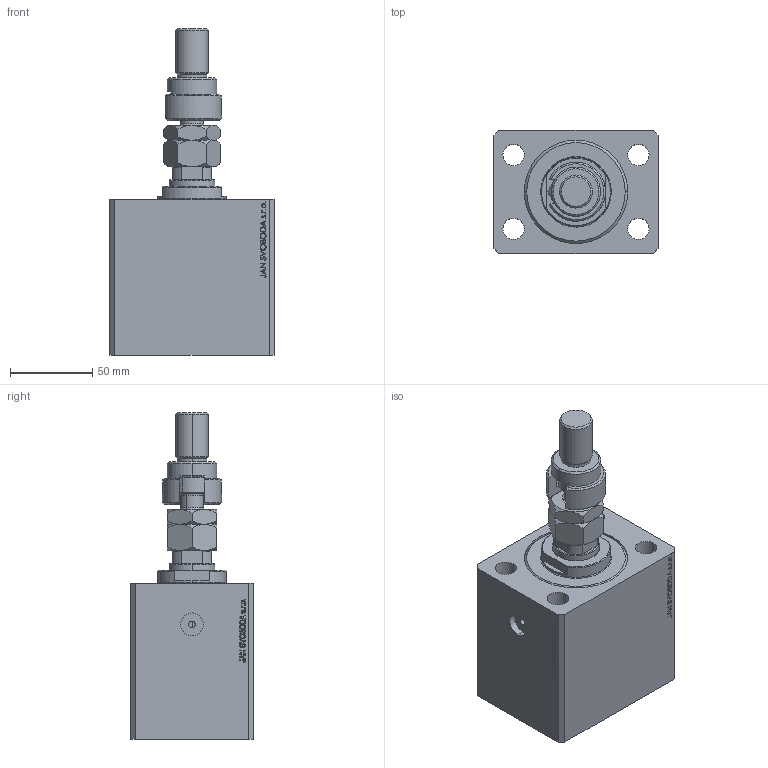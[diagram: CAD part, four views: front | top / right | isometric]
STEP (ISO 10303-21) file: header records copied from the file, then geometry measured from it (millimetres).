
FILE_DESCRIPTION (( 'STEP AP203' ), '1' );
FILE_NAME ('8fe7.STEP', '2023-10-07T16:31:01', ( '' ), ( '' ), 'SwSTEP 2.0', 'SolidWorks 2019', '' );
FILE_SCHEMA (( 'CONFIG_CONTROL_DESIGN' ));
Length unit declared in the file: millimetre
Products named in the file (7): V250CE_VC_C e45ccf00d8f5da8d4f03ea240729c129; MFA e45ccf00d8f5da8d4f03ea240729c129; 8fe7; DFA e45ccf00d8f5da8d4f03ea240729c129; V250CE_C_VCP e45ccf00d8f5da8d4f03ea240729c129; V250CE_C_Body e45ccf00d8f5da8d4f03ea240729c129; FEMALE_PART_FOR_DFA e45ccf00d8f5da8d4f03ea240729c129
Assembly tree (6 placements, depth 3):
  8fe7
    V250CE_C_Body e45ccf00d8f5da8d4f03ea240729c129
    V250CE_C_VCP e45ccf00d8f5da8d4f03ea240729c129
    V250CE_VC_C e45ccf00d8f5da8d4f03ea240729c129
    DFA e45ccf00d8f5da8d4f03ea240729c129
      FEMALE_PART_FOR_DFA e45ccf00d8f5da8d4f03ea240729c129
      MFA e45ccf00d8f5da8d4f03ea240729c129
Bounding box: 100 x 75 x 199 mm (x, y, z)
Volume: 686223.5 mm3; surface area: 121978.2 mm2
Topology: 5 solids, 5 shells, 953 faces, 2432 edges, 1595 vertices
Faces by surface type: plane 456, bspline 374, cylinder 59, cone 54, torus 10
Entity records: 47449 total; most frequent: CARTESIAN_POINT 26174, ORIENTED_EDGE 4860, DIRECTION 2974, EDGE_CURVE 2430, VERTEX_POINT 1595, LINE 1424, VECTOR 1424, EDGE_LOOP 1077
